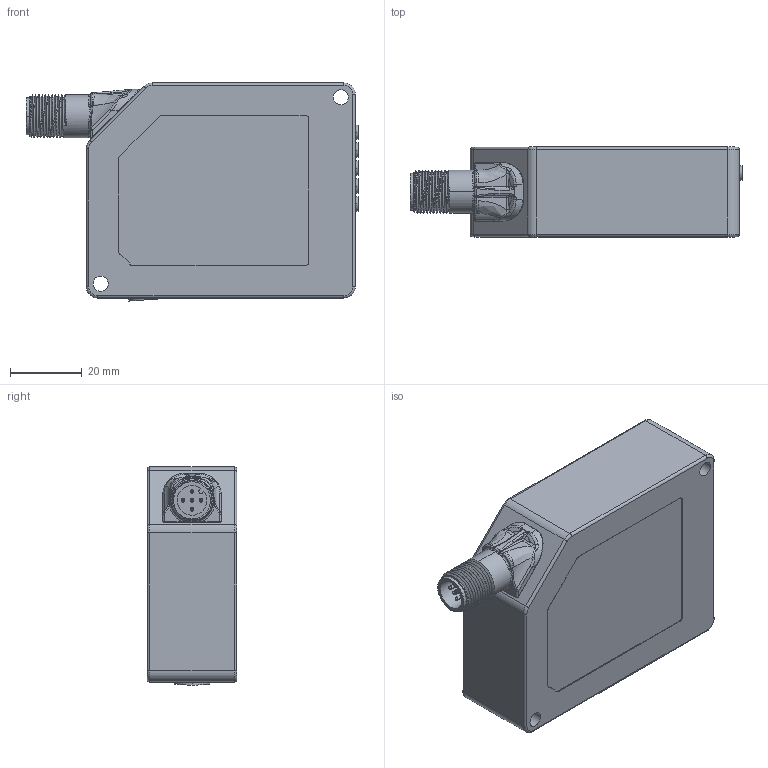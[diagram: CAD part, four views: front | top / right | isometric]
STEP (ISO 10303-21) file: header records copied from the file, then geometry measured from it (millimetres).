
FILE_DESCRIPTION((''),'2;1');
FILE_NAME('152826_SM01_ASM','2022-11-09T10:46:00',('PDMAdmin'),('BANNER ENGINEERING'),'CREO PARAMETRIC BY PTC INC, 2019292','CREO PARAMETRIC BY PTC INC, 2019292','');
FILE_SCHEMA(('CONFIG_CONTROL_DESIGN'));
Length unit declared in the file: millimetre
Products named in the file (2): 152826_EP01; 152826_SM01_ASM
Assembly tree (1 placements, depth 2):
  152826_SM01_ASM
    152826_EP01
Bounding box: 92.59 x 25 x 60.83 mm (x, y, z)
Volume: 109230.5 mm3; surface area: 18453.1 mm2
Topology: 1 solids, 1 shells, 422 faces, 1029 edges, 627 vertices
Faces by surface type: cylinder 181, plane 115, bspline 72, sphere 32, torus 18, cone 4
Entity records: 19156 total; most frequent: CARTESIAN_POINT 9555, ORIENTED_EDGE 2038, DIRECTION 1960, EDGE_CURVE 1019, AXIS2_PLACEMENT_3D 771, VERTEX_POINT 627, EDGE_LOOP 454, FACE_OUTER_BOUND 422
